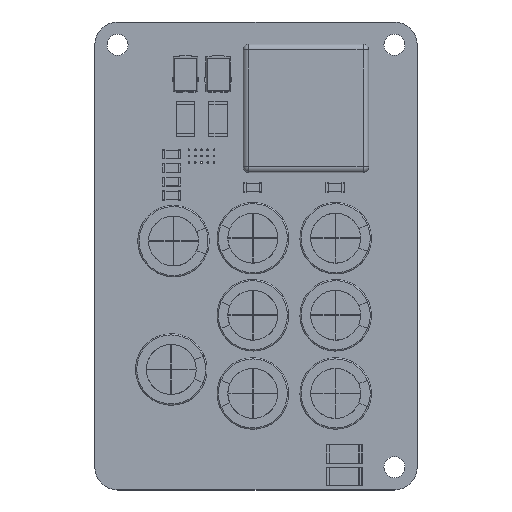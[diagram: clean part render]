
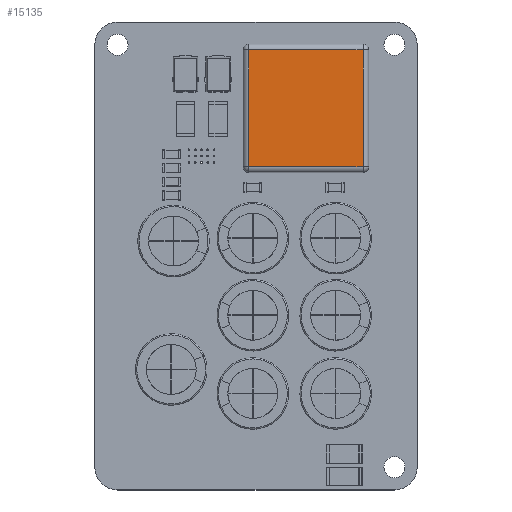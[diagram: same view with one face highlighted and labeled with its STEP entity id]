
A CAD part, top view. The second image highlights one B-rep face of the part: STEP entity #15135.
In plain terms, the highlighted planar face has unit normal (0, 0, 1).
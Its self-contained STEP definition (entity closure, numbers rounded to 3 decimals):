
#14209 = CYLINDRICAL_SURFACE('',#14210,1.);
#14210 = AXIS2_PLACEMENT_3D('',#14211,#14212,#14213);
#14211 = CARTESIAN_POINT('',(-10.25,0.,11.));
#14212 = DIRECTION('',(0.,1.,0.));
#14213 = DIRECTION('',(0.,0.,1.));
#14763 = CYLINDRICAL_SURFACE('',#14764,1.);
#14764 = AXIS2_PLACEMENT_3D('',#14765,#14766,#14767);
#14765 = CARTESIAN_POINT('',(0.,-10.,11.));
#14766 = DIRECTION('',(-1.,0.,0.));
#14767 = DIRECTION('',(0.,0.,1.));
#15019 = CYLINDRICAL_SURFACE('',#15020,1.);
#15020 = AXIS2_PLACEMENT_3D('',#15021,#15022,#15023);
#15021 = CARTESIAN_POINT('',(10.25,0.,11.));
#15022 = DIRECTION('',(0.,-1.,0.));
#15023 = DIRECTION('',(0.,0.,-1.));
#15080 = CYLINDRICAL_SURFACE('',#15081,1.);
#15081 = AXIS2_PLACEMENT_3D('',#15082,#15083,#15084);
#15082 = CARTESIAN_POINT('',(0.,10.,11.));
#15083 = DIRECTION('',(1.,0.,0.));
#15084 = DIRECTION('',(0.,0.,-1.));
#15135 = ADVANCED_FACE('',(#15136),#15150,.T.);
#15136 = FACE_BOUND('',#15137,.T.);
#15137 = EDGE_LOOP('',(#15138,#15168,#15191,#15214));
#15138 = ORIENTED_EDGE('',*,*,#15139,.T.);
#15139 = EDGE_CURVE('',#15140,#15142,#15144,.T.);
#15140 = VERTEX_POINT('',#15141);
#15141 = CARTESIAN_POINT('',(10.25,-10.,12.));
#15142 = VERTEX_POINT('',#15143);
#15143 = CARTESIAN_POINT('',(10.25,10.,12.));
#15144 = SURFACE_CURVE('',#15145,(#15149,#15161),.PCURVE_S1.);
#15145 = LINE('',#15146,#15147);
#15146 = CARTESIAN_POINT('',(10.25,11.,12.));
#15147 = VECTOR('',#15148,1.);
#15148 = DIRECTION('',(0.,1.,0.));
#15149 = PCURVE('',#15150,#15155);
#15150 = PLANE('',#15151);
#15151 = AXIS2_PLACEMENT_3D('',#15152,#15153,#15154);
#15152 = CARTESIAN_POINT('',(0.,0.,12.));
#15153 = DIRECTION('',(0.,0.,1.));
#15154 = DIRECTION('',(1.,0.,0.));
#15155 = DEFINITIONAL_REPRESENTATION('',(#15156),#15160);
#15156 = LINE('',#15157,#15158);
#15157 = CARTESIAN_POINT('',(10.25,11.));
#15158 = VECTOR('',#15159,1.);
#15159 = DIRECTION('',(0.,1.));
#15160 = ( GEOMETRIC_REPRESENTATION_CONTEXT(2) 
PARAMETRIC_REPRESENTATION_CONTEXT() REPRESENTATION_CONTEXT('2D SPACE',''
  ) );
#15161 = PCURVE('',#15019,#15162);
#15162 = DEFINITIONAL_REPRESENTATION('',(#15163),#15167);
#15163 = LINE('',#15164,#15165);
#15164 = CARTESIAN_POINT('',(3.142,-11.));
#15165 = VECTOR('',#15166,1.);
#15166 = DIRECTION('',(0.,-1.));
#15167 = ( GEOMETRIC_REPRESENTATION_CONTEXT(2) 
PARAMETRIC_REPRESENTATION_CONTEXT() REPRESENTATION_CONTEXT('2D SPACE',''
  ) );
#15168 = ORIENTED_EDGE('',*,*,#15169,.T.);
#15169 = EDGE_CURVE('',#15142,#15170,#15172,.T.);
#15170 = VERTEX_POINT('',#15171);
#15171 = CARTESIAN_POINT('',(-10.25,10.,12.));
#15172 = SURFACE_CURVE('',#15173,(#15177,#15184),.PCURVE_S1.);
#15173 = LINE('',#15174,#15175);
#15174 = CARTESIAN_POINT('',(-11.25,10.,12.));
#15175 = VECTOR('',#15176,1.);
#15176 = DIRECTION('',(-1.,0.,0.));
#15177 = PCURVE('',#15150,#15178);
#15178 = DEFINITIONAL_REPRESENTATION('',(#15179),#15183);
#15179 = LINE('',#15180,#15181);
#15180 = CARTESIAN_POINT('',(-11.25,10.));
#15181 = VECTOR('',#15182,1.);
#15182 = DIRECTION('',(-1.,0.));
#15183 = ( GEOMETRIC_REPRESENTATION_CONTEXT(2) 
PARAMETRIC_REPRESENTATION_CONTEXT() REPRESENTATION_CONTEXT('2D SPACE',''
  ) );
#15184 = PCURVE('',#15080,#15185);
#15185 = DEFINITIONAL_REPRESENTATION('',(#15186),#15190);
#15186 = LINE('',#15187,#15188);
#15187 = CARTESIAN_POINT('',(3.142,-11.25));
#15188 = VECTOR('',#15189,1.);
#15189 = DIRECTION('',(0.,-1.));
#15190 = ( GEOMETRIC_REPRESENTATION_CONTEXT(2) 
PARAMETRIC_REPRESENTATION_CONTEXT() REPRESENTATION_CONTEXT('2D SPACE',''
  ) );
#15191 = ORIENTED_EDGE('',*,*,#15192,.T.);
#15192 = EDGE_CURVE('',#15170,#15193,#15195,.T.);
#15193 = VERTEX_POINT('',#15194);
#15194 = CARTESIAN_POINT('',(-10.25,-10.,12.));
#15195 = SURFACE_CURVE('',#15196,(#15200,#15207),.PCURVE_S1.);
#15196 = LINE('',#15197,#15198);
#15197 = CARTESIAN_POINT('',(-10.25,-11.,12.));
#15198 = VECTOR('',#15199,1.);
#15199 = DIRECTION('',(0.,-1.,0.));
#15200 = PCURVE('',#15150,#15201);
#15201 = DEFINITIONAL_REPRESENTATION('',(#15202),#15206);
#15202 = LINE('',#15203,#15204);
#15203 = CARTESIAN_POINT('',(-10.25,-11.));
#15204 = VECTOR('',#15205,1.);
#15205 = DIRECTION('',(0.,-1.));
#15206 = ( GEOMETRIC_REPRESENTATION_CONTEXT(2) 
PARAMETRIC_REPRESENTATION_CONTEXT() REPRESENTATION_CONTEXT('2D SPACE',''
  ) );
#15207 = PCURVE('',#14209,#15208);
#15208 = DEFINITIONAL_REPRESENTATION('',(#15209),#15213);
#15209 = LINE('',#15210,#15211);
#15210 = CARTESIAN_POINT('',(6.283,-11.));
#15211 = VECTOR('',#15212,1.);
#15212 = DIRECTION('',(0.,-1.));
#15213 = ( GEOMETRIC_REPRESENTATION_CONTEXT(2) 
PARAMETRIC_REPRESENTATION_CONTEXT() REPRESENTATION_CONTEXT('2D SPACE',''
  ) );
#15214 = ORIENTED_EDGE('',*,*,#15215,.T.);
#15215 = EDGE_CURVE('',#15193,#15140,#15216,.T.);
#15216 = SURFACE_CURVE('',#15217,(#15221,#15228),.PCURVE_S1.);
#15217 = LINE('',#15218,#15219);
#15218 = CARTESIAN_POINT('',(11.25,-10.,12.));
#15219 = VECTOR('',#15220,1.);
#15220 = DIRECTION('',(1.,0.,0.));
#15221 = PCURVE('',#15150,#15222);
#15222 = DEFINITIONAL_REPRESENTATION('',(#15223),#15227);
#15223 = LINE('',#15224,#15225);
#15224 = CARTESIAN_POINT('',(11.25,-10.));
#15225 = VECTOR('',#15226,1.);
#15226 = DIRECTION('',(1.,0.));
#15227 = ( GEOMETRIC_REPRESENTATION_CONTEXT(2) 
PARAMETRIC_REPRESENTATION_CONTEXT() REPRESENTATION_CONTEXT('2D SPACE',''
  ) );
#15228 = PCURVE('',#14763,#15229);
#15229 = DEFINITIONAL_REPRESENTATION('',(#15230),#15234);
#15230 = LINE('',#15231,#15232);
#15231 = CARTESIAN_POINT('',(6.283,-11.25));
#15232 = VECTOR('',#15233,1.);
#15233 = DIRECTION('',(0.,-1.));
#15234 = ( GEOMETRIC_REPRESENTATION_CONTEXT(2) 
PARAMETRIC_REPRESENTATION_CONTEXT() REPRESENTATION_CONTEXT('2D SPACE',''
  ) );
